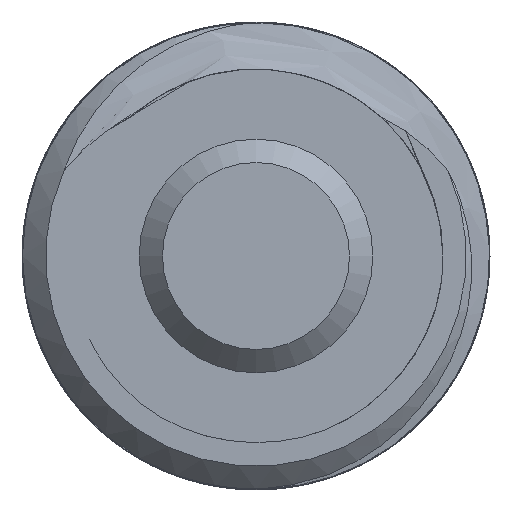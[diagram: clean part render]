
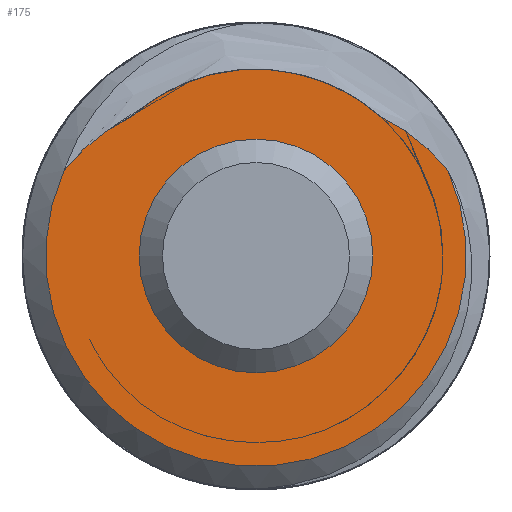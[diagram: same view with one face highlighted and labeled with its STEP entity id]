
A CAD part, front view. The second image highlights one B-rep face of the part: STEP entity #175.
In plain terms, the highlighted planar face has unit normal (0, -1, 0).
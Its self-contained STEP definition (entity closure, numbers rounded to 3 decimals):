
#22=FACE_BOUND('',#58,.T.);
#27=CIRCLE('',#189,4.);
#28=CIRCLE('',#190,4.5);
#29=CIRCLE('',#191,2.5);
#38=PLANE('',#188);
#44=FACE_OUTER_BOUND('',#57,.T.);
#57=EDGE_LOOP('',(#137,#138,#139,#140));
#58=EDGE_LOOP('',(#141));
#73=B_SPLINE_CURVE_WITH_KNOTS('',3,(#3551,#3552,#3553,#3554),
 .UNSPECIFIED.,.F.,.F.,(4,4),(0.,0.186),.UNSPECIFIED.);
#79=B_SPLINE_CURVE_WITH_KNOTS('',3,(#11787,#11788,#11789,#11790),
 .UNSPECIFIED.,.F.,.F.,(4,4),(0.207,0.393),
 .UNSPECIFIED.);
#85=VERTEX_POINT('',#3549);
#86=VERTEX_POINT('',#3550);
#91=VERTEX_POINT('',#11785);
#92=VERTEX_POINT('',#11786);
#97=VERTEX_POINT('',#16732);
#102=EDGE_CURVE('',#85,#86,#73,.T.);
#108=EDGE_CURVE('',#91,#92,#79,.T.);
#114=EDGE_CURVE('',#92,#85,#27,.T.);
#115=EDGE_CURVE('',#91,#86,#28,.T.);
#116=EDGE_CURVE('',#97,#97,#29,.T.);
#137=ORIENTED_EDGE('',*,*,#108,.T.);
#138=ORIENTED_EDGE('',*,*,#114,.T.);
#139=ORIENTED_EDGE('',*,*,#102,.T.);
#140=ORIENTED_EDGE('',*,*,#115,.F.);
#141=ORIENTED_EDGE('',*,*,#116,.F.);
#175=ADVANCED_FACE('',(#44,#22),#38,.T.);
#188=AXIS2_PLACEMENT_3D('',#16729,#212,#213);
#189=AXIS2_PLACEMENT_3D('',#16730,#214,#215);
#190=AXIS2_PLACEMENT_3D('',#16731,#216,#217);
#191=AXIS2_PLACEMENT_3D('',#16733,#218,#219);
#212=DIRECTION('center_axis',(0.,-1.,0.));
#213=DIRECTION('ref_axis',(0.,0.,-1.));
#214=DIRECTION('center_axis',(0.,-1.,0.));
#215=DIRECTION('ref_axis',(1.,0.,0.));
#216=DIRECTION('center_axis',(0.,1.,0.));
#217=DIRECTION('ref_axis',(-1.,0.,0.));
#218=DIRECTION('center_axis',(0.,-1.,0.));
#219=DIRECTION('ref_axis',(1.,0.,0.));
#3549=CARTESIAN_POINT('',(-2.665,-275.,2.983));
#3550=CARTESIAN_POINT('',(-4.107,-275.,1.839));
#3551=CARTESIAN_POINT('Ctrl Pts',(-2.664,-275.,2.98));
#3552=CARTESIAN_POINT('Ctrl Pts',(-3.224,-275.,2.716));
#3553=CARTESIAN_POINT('Ctrl Pts',(-3.718,-275.,2.321));
#3554=CARTESIAN_POINT('Ctrl Pts',(-4.107,-275.,1.839));
#11785=CARTESIAN_POINT('',(4.107,-275.,1.839));
#11786=CARTESIAN_POINT('',(2.665,-275.,2.983));
#11787=CARTESIAN_POINT('Ctrl Pts',(4.104,-275.,1.839));
#11788=CARTESIAN_POINT('Ctrl Pts',(3.714,-275.,2.321));
#11789=CARTESIAN_POINT('Ctrl Pts',(3.225,-275.,2.719));
#11790=CARTESIAN_POINT('Ctrl Pts',(2.665,-275.,2.983));
#16729=CARTESIAN_POINT('Origin',(3.75,-275.,0.));
#16730=CARTESIAN_POINT('Origin',(0.,-275.,0.));
#16731=CARTESIAN_POINT('Origin',(0.,-275.,0.));
#16732=CARTESIAN_POINT('',(2.5,-275.,0.));
#16733=CARTESIAN_POINT('Origin',(0.,-275.,0.));
